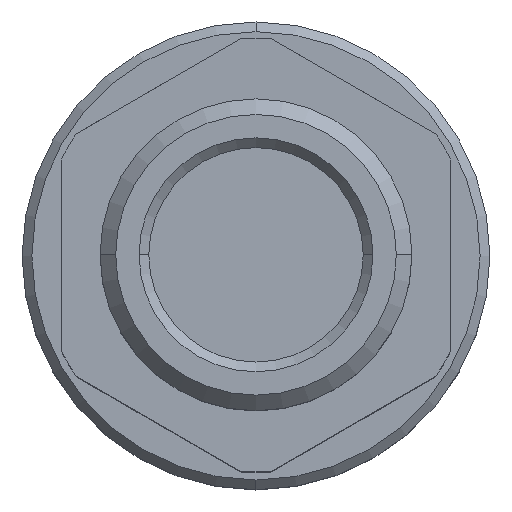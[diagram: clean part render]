
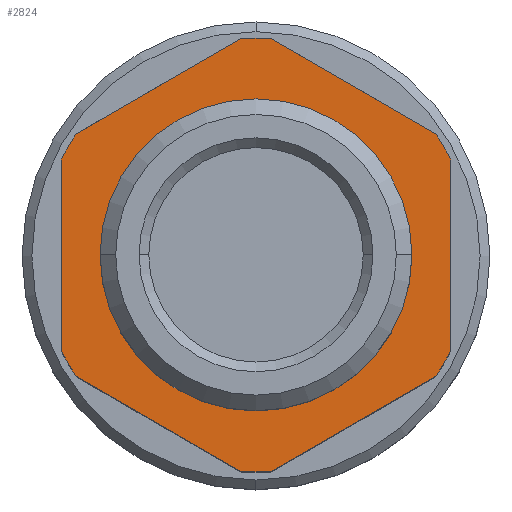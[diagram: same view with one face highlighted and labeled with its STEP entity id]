
A CAD part, top view. The second image highlights one B-rep face of the part: STEP entity #2824.
In plain terms, the highlighted planar face has unit normal (0, 0, 1).
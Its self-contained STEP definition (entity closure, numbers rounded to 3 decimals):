
#12 = AXIS2_PLACEMENT_3D ( 'NONE', #1308, #3439, #1646 ) ;
#21 = DIRECTION ( 'NONE',  ( 0., 0., -1. ) ) ;
#89 = VERTEX_POINT ( 'NONE', #2929 ) ;
#146 = CARTESIAN_POINT ( 'NONE',  ( -18.444, -12.446, 0. ) ) ;
#155 = AXIS2_PLACEMENT_3D ( 'NONE', #2187, #1542, #2948 ) ;
#192 = VERTEX_POINT ( 'NONE', #3565 ) ;
#227 = CIRCLE ( 'NONE', #12, 22.25 ) ;
#233 = VERTEX_POINT ( 'NONE', #295 ) ;
#291 = ORIENTED_EDGE ( 'NONE', *, *, #2168, .F. ) ;
#295 = CARTESIAN_POINT ( 'NONE',  ( 20., -9.75, 0. ) ) ;
#366 = VECTOR ( 'NONE', #2587, 1000. ) ;
#418 = VERTEX_POINT ( 'NONE', #2206 ) ;
#420 = VECTOR ( 'NONE', #3284, 1000. ) ;
#438 = VERTEX_POINT ( 'NONE', #3142 ) ;
#453 = VERTEX_POINT ( 'NONE', #146 ) ;
#556 = AXIS2_PLACEMENT_3D ( 'NONE', #932, #3196, #3042 ) ;
#567 = EDGE_CURVE ( 'NONE', #438, #3128, #3292, .T. ) ;
#578 = ORIENTED_EDGE ( 'NONE', *, *, #1657, .F. ) ;
#596 = CIRCLE ( 'NONE', #1510, 22.25 ) ;
#602 = CARTESIAN_POINT ( 'NONE',  ( 0., 0., 0. ) ) ;
#695 = ORIENTED_EDGE ( 'NONE', *, *, #3720, .F. ) ;
#705 = EDGE_CURVE ( 'NONE', #2190, #2432, #2823, .T. ) ;
#725 = LINE ( 'NONE', #1105, #2234 ) ;
#745 = ORIENTED_EDGE ( 'NONE', *, *, #2582, .F. ) ;
#845 = ORIENTED_EDGE ( 'NONE', *, *, #2885, .F. ) ;
#873 = ORIENTED_EDGE ( 'NONE', *, *, #567, .F. ) ;
#882 = CARTESIAN_POINT ( 'NONE',  ( 0., 0., 0. ) ) ;
#900 = VERTEX_POINT ( 'NONE', #1836 ) ;
#932 = CARTESIAN_POINT ( 'NONE',  ( 0., 0., 0. ) ) ;
#1074 = DIRECTION ( 'NONE',  ( 0., 0., 1. ) ) ;
#1083 = ORIENTED_EDGE ( 'NONE', *, *, #2176, .F. ) ;
#1105 = CARTESIAN_POINT ( 'NONE',  ( 0., -23.094, 0. ) ) ;
#1153 = CARTESIAN_POINT ( 'NONE',  ( -20., 11.547, 0. ) ) ;
#1159 = DIRECTION ( 'NONE',  ( -1., 0., 0. ) ) ;
#1165 = DIRECTION ( 'NONE',  ( 0., 0., 1. ) ) ;
#1225 = CIRCLE ( 'NONE', #556, 22.25 ) ;
#1246 = DIRECTION ( 'NONE',  ( 0., 0., -1. ) ) ;
#1308 = CARTESIAN_POINT ( 'NONE',  ( 0., 0., 0. ) ) ;
#1374 = ORIENTED_EDGE ( 'NONE', *, *, #2713, .F. ) ;
#1385 = DIRECTION ( 'NONE',  ( 0., 0., -1. ) ) ;
#1408 = DIRECTION ( 'NONE',  ( -0.866, 0.5, 0. ) ) ;
#1411 = VECTOR ( 'NONE', #2843, 1000. ) ;
#1495 = CARTESIAN_POINT ( 'NONE',  ( -20., -9.75, 0. ) ) ;
#1510 = AXIS2_PLACEMENT_3D ( 'NONE', #3080, #1246, #3381 ) ;
#1542 = DIRECTION ( 'NONE',  ( 0., 0., -1. ) ) ;
#1644 = DIRECTION ( 'NONE',  ( 0., 0., -1. ) ) ;
#1646 = DIRECTION ( 'NONE',  ( 1., 0., 0. ) ) ;
#1657 = EDGE_CURVE ( 'NONE', #418, #192, #2380, .T. ) ;
#1666 = ORIENTED_EDGE ( 'NONE', *, *, #2037, .F. ) ;
#1693 = VECTOR ( 'NONE', #3194, 1000. ) ;
#1749 = CARTESIAN_POINT ( 'NONE',  ( 1.556, 22.196, 0. ) ) ;
#1783 = CARTESIAN_POINT ( 'NONE',  ( 20., 9.75, 0. ) ) ;
#1810 = PLANE ( 'NONE',  #3432 ) ;
#1818 = ORIENTED_EDGE ( 'NONE', *, *, #2338, .F. ) ;
#1820 = EDGE_CURVE ( 'NONE', #453, #2395, #596, .T. ) ;
#1831 = AXIS2_PLACEMENT_3D ( 'NONE', #602, #1385, #3593 ) ;
#1833 = ORIENTED_EDGE ( 'NONE', *, *, #2063, .F. ) ;
#1836 = CARTESIAN_POINT ( 'NONE',  ( -20., 9.75, 0. ) ) ;
#1859 = CIRCLE ( 'NONE', #155, 22.25 ) ;
#1876 = CARTESIAN_POINT ( 'NONE',  ( 0., 23.094, 0. ) ) ;
#1922 = EDGE_CURVE ( 'NONE', #233, #438, #227, .T. ) ;
#1950 = ORIENTED_EDGE ( 'NONE', *, *, #1820, .F. ) ;
#1983 = EDGE_LOOP ( 'NONE', ( #3885, #1374, #1083, #845, #1818, #3135, #1833, #695, #1950, #1666, #291, #873 ) ) ;
#2026 = LINE ( 'NONE', #3630, #1411 ) ;
#2037 = EDGE_CURVE ( 'NONE', #89, #453, #725, .T. ) ;
#2063 = EDGE_CURVE ( 'NONE', #900, #2190, #2140, .T. ) ;
#2077 = LINE ( 'NONE', #1876, #2992 ) ;
#2140 = CIRCLE ( 'NONE', #1831, 22.25 ) ;
#2168 = EDGE_CURVE ( 'NONE', #3128, #89, #1859, .T. ) ;
#2171 = DIRECTION ( 'NONE',  ( 0.866, -0.5, 0. ) ) ;
#2176 = EDGE_CURVE ( 'NONE', #2852, #3006, #1225, .T. ) ;
#2187 = CARTESIAN_POINT ( 'NONE',  ( 0., 0., 0. ) ) ;
#2188 = CARTESIAN_POINT ( 'NONE',  ( 0., 0., 0. ) ) ;
#2190 = VERTEX_POINT ( 'NONE', #3458 ) ;
#2206 = CARTESIAN_POINT ( 'NONE',  ( 15., 0., 0. ) ) ;
#2207 = CARTESIAN_POINT ( 'NONE',  ( -1.556, 22.196, 0. ) ) ;
#2228 = CIRCLE ( 'NONE', #3110, 15. ) ;
#2234 = VECTOR ( 'NONE', #1408, 1000. ) ;
#2271 = CARTESIAN_POINT ( 'NONE',  ( 18.444, 12.446, 0. ) ) ;
#2287 = FACE_OUTER_BOUND ( 'NONE', #1983, .T. ) ;
#2338 = EDGE_CURVE ( 'NONE', #2432, #2544, #2905, .T. ) ;
#2380 = CIRCLE ( 'NONE', #3001, 15. ) ;
#2395 = VERTEX_POINT ( 'NONE', #1495 ) ;
#2432 = VERTEX_POINT ( 'NONE', #2207 ) ;
#2544 = VERTEX_POINT ( 'NONE', #1749 ) ;
#2563 = AXIS2_PLACEMENT_3D ( 'NONE', #3711, #1644, #3088 ) ;
#2582 = EDGE_CURVE ( 'NONE', #192, #418, #2228, .T. ) ;
#2587 = DIRECTION ( 'NONE',  ( 0., -1., 0. ) ) ;
#2660 = CARTESIAN_POINT ( 'NONE',  ( 20., 11.547, 0. ) ) ;
#2713 = EDGE_CURVE ( 'NONE', #3006, #233, #3829, .T. ) ;
#2714 = EDGE_LOOP ( 'NONE', ( #578, #745 ) ) ;
#2823 = LINE ( 'NONE', #1153, #420 ) ;
#2824 = ADVANCED_FACE ( 'NONE', ( #2287, #3874 ), #1810, .F. ) ;
#2843 = DIRECTION ( 'NONE',  ( 0., 1., 0. ) ) ;
#2852 = VERTEX_POINT ( 'NONE', #2271 ) ;
#2885 = EDGE_CURVE ( 'NONE', #2544, #2852, #2077, .T. ) ;
#2890 = CARTESIAN_POINT ( 'NONE',  ( 20., -11.547, 0. ) ) ;
#2905 = CIRCLE ( 'NONE', #2563, 22.25 ) ;
#2929 = CARTESIAN_POINT ( 'NONE',  ( -1.556, -22.196, 0. ) ) ;
#2939 = CARTESIAN_POINT ( 'NONE',  ( 1.556, -22.196, 0. ) ) ;
#2948 = DIRECTION ( 'NONE',  ( 1., 0., 0. ) ) ;
#2992 = VECTOR ( 'NONE', #2171, 1000. ) ;
#3000 = CARTESIAN_POINT ( 'NONE',  ( 0., 0., 0. ) ) ;
#3001 = AXIS2_PLACEMENT_3D ( 'NONE', #3000, #1165, #3302 ) ;
#3006 = VERTEX_POINT ( 'NONE', #1783 ) ;
#3042 = DIRECTION ( 'NONE',  ( 1., 0., 0. ) ) ;
#3080 = CARTESIAN_POINT ( 'NONE',  ( 0., 0., 0. ) ) ;
#3088 = DIRECTION ( 'NONE',  ( 1., 0., 0. ) ) ;
#3110 = AXIS2_PLACEMENT_3D ( 'NONE', #882, #1074, #1159 ) ;
#3128 = VERTEX_POINT ( 'NONE', #2939 ) ;
#3135 = ORIENTED_EDGE ( 'NONE', *, *, #705, .F. ) ;
#3142 = CARTESIAN_POINT ( 'NONE',  ( 18.444, -12.446, 0. ) ) ;
#3194 = DIRECTION ( 'NONE',  ( -0.866, -0.5, 0. ) ) ;
#3196 = DIRECTION ( 'NONE',  ( 0., 0., -1. ) ) ;
#3213 = DIRECTION ( 'NONE',  ( 1., 0., 0. ) ) ;
#3284 = DIRECTION ( 'NONE',  ( 0.866, 0.5, 0. ) ) ;
#3292 = LINE ( 'NONE', #2890, #1693 ) ;
#3302 = DIRECTION ( 'NONE',  ( -1., 0., 0. ) ) ;
#3381 = DIRECTION ( 'NONE',  ( 1., 0., 0. ) ) ;
#3432 = AXIS2_PLACEMENT_3D ( 'NONE', #2188, #21, #3213 ) ;
#3439 = DIRECTION ( 'NONE',  ( 0., 0., -1. ) ) ;
#3458 = CARTESIAN_POINT ( 'NONE',  ( -18.444, 12.446, 0. ) ) ;
#3565 = CARTESIAN_POINT ( 'NONE',  ( -15., 0., 0. ) ) ;
#3593 = DIRECTION ( 'NONE',  ( 1., 0., 0. ) ) ;
#3630 = CARTESIAN_POINT ( 'NONE',  ( -20., -11.547, 0. ) ) ;
#3711 = CARTESIAN_POINT ( 'NONE',  ( 0., 0., 0. ) ) ;
#3720 = EDGE_CURVE ( 'NONE', #2395, #900, #2026, .T. ) ;
#3829 = LINE ( 'NONE', #2660, #366 ) ;
#3874 = FACE_BOUND ( 'NONE', #2714, .T. ) ;
#3885 = ORIENTED_EDGE ( 'NONE', *, *, #1922, .F. ) ;
